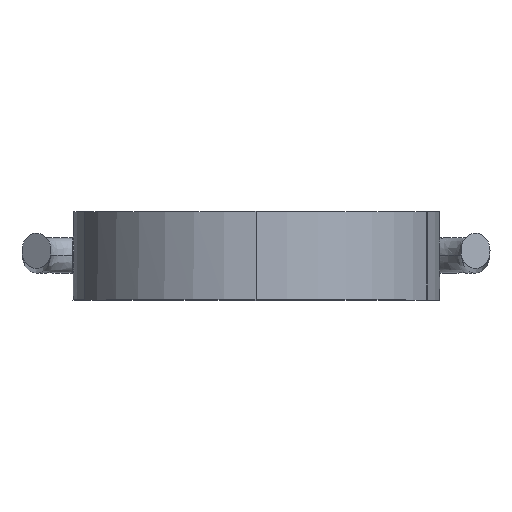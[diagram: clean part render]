
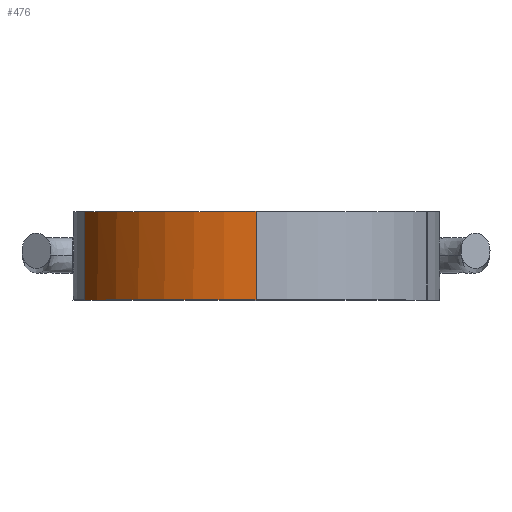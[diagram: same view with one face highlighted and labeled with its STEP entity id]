
A CAD part, top view. The second image highlights one B-rep face of the part: STEP entity #476.
In plain terms, the highlighted cylindrical face has radius 4.15 mm (diameter 8.3 mm), a partial arc.
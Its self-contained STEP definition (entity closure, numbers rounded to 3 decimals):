
#43 = CARTESIAN_POINT ( 'NONE',  ( 0., 2., 0. ) ) ;
#68 = VERTEX_POINT ( 'NONE', #2106 ) ;
#82 = DIRECTION ( 'NONE',  ( 0., 0., -1. ) ) ;
#111 = CIRCLE ( 'NONE', #2560, 4.15 ) ;
#123 = DIRECTION ( 'NONE',  ( 0., 1., 0. ) ) ;
#165 = LINE ( 'NONE', #432, #958 ) ;
#268 = CARTESIAN_POINT ( 'NONE',  ( 0., 0., 0. ) ) ;
#315 = EDGE_CURVE ( 'NONE', #68, #1309, #165, .T. ) ;
#328 = EDGE_CURVE ( 'NONE', #2008, #1585, #1993, .T. ) ;
#389 = CARTESIAN_POINT ( 'NONE',  ( -3.882, 2., 1.468 ) ) ;
#415 = EDGE_CURVE ( 'NONE', #2008, #630, #111, .T. ) ;
#427 = CARTESIAN_POINT ( 'NONE',  ( -3.882, 0.008, 1.468 ) ) ;
#432 = CARTESIAN_POINT ( 'NONE',  ( 0., 2., 4.15 ) ) ;
#435 = DIRECTION ( 'NONE',  ( 0., -1., 0. ) ) ;
#454 = DIRECTION ( 'NONE',  ( 0., 1., 0. ) ) ;
#461 = EDGE_CURVE ( 'NONE', #1585, #68, #587, .T. ) ;
#476 = ADVANCED_FACE ( 'NONE', ( #2110 ), #1482, .T. ) ;
#496 = CARTESIAN_POINT ( 'NONE',  ( 0., 2., -4.15 ) ) ;
#540 = CARTESIAN_POINT ( 'NONE',  ( -3.882, 2.008, -1.468 ) ) ;
#579 = DIRECTION ( 'NONE',  ( 0., -1., 0. ) ) ;
#587 = CIRCLE ( 'NONE', #2456, 4.15 ) ;
#630 = VERTEX_POINT ( 'NONE', #1919 ) ;
#689 = CARTESIAN_POINT ( 'NONE',  ( 0., 0.008, 0. ) ) ;
#695 = DIRECTION ( 'NONE',  ( 0., -1., 0. ) ) ;
#700 = DIRECTION ( 'NONE',  ( -0.935, 0., -0.354 ) ) ;
#758 = VERTEX_POINT ( 'NONE', #2361 ) ;
#793 = AXIS2_PLACEMENT_3D ( 'NONE', #43, #2186, #1991 ) ;
#830 = AXIS2_PLACEMENT_3D ( 'NONE', #268, #123, #2190 ) ;
#867 = CARTESIAN_POINT ( 'NONE',  ( 0., 2., 0. ) ) ;
#885 = EDGE_LOOP ( 'NONE', ( #2069, #2075, #2102, #2108, #2112, #2138, #2162, #2141 ) ) ;
#910 = VERTEX_POINT ( 'NONE', #496 ) ;
#958 = VECTOR ( 'NONE', #435, 1000. ) ;
#959 = CIRCLE ( 'NONE', #793, 4.15 ) ;
#1207 = CARTESIAN_POINT ( 'NONE',  ( 0., 2., 0. ) ) ;
#1213 = DIRECTION ( 'NONE',  ( 0., 1., 0. ) ) ;
#1218 = DIRECTION ( 'NONE',  ( 0., 0., 1. ) ) ;
#1309 = VERTEX_POINT ( 'NONE', #2426 ) ;
#1428 = EDGE_CURVE ( 'NONE', #910, #2362, #1702, .T. ) ;
#1482 = CYLINDRICAL_SURFACE ( 'NONE', #2201, 4.15 ) ;
#1500 = VECTOR ( 'NONE', #579, 1000. ) ;
#1544 = CARTESIAN_POINT ( 'NONE',  ( 0., 2., -4.15 ) ) ;
#1585 = VERTEX_POINT ( 'NONE', #389 ) ;
#1632 = CIRCLE ( 'NONE', #830, 4.15 ) ;
#1686 = CARTESIAN_POINT ( 'NONE',  ( 0., 0., -4.15 ) ) ;
#1702 = LINE ( 'NONE', #1544, #2597 ) ;
#1738 = EDGE_CURVE ( 'NONE', #758, #630, #2085, .T. ) ;
#1821 = VECTOR ( 'NONE', #454, 1000. ) ;
#1826 = DIRECTION ( 'NONE',  ( 0., -1., 0. ) ) ;
#1828 = EDGE_CURVE ( 'NONE', #2362, #1309, #1632, .T. ) ;
#1912 = EDGE_CURVE ( 'NONE', #910, #758, #959, .T. ) ;
#1919 = CARTESIAN_POINT ( 'NONE',  ( -3.882, 0.008, -1.468 ) ) ;
#1991 = DIRECTION ( 'NONE',  ( 0., 0., 1. ) ) ;
#1993 = LINE ( 'NONE', #427, #1821 ) ;
#2008 = VERTEX_POINT ( 'NONE', #2516 ) ;
#2069 = ORIENTED_EDGE ( 'NONE', *, *, #315, .F. ) ;
#2075 = ORIENTED_EDGE ( 'NONE', *, *, #461, .F. ) ;
#2085 = LINE ( 'NONE', #540, #1500 ) ;
#2102 = ORIENTED_EDGE ( 'NONE', *, *, #328, .F. ) ;
#2106 = CARTESIAN_POINT ( 'NONE',  ( 0., 2., 4.15 ) ) ;
#2108 = ORIENTED_EDGE ( 'NONE', *, *, #415, .T. ) ;
#2110 = FACE_OUTER_BOUND ( 'NONE', #885, .T. ) ;
#2112 = ORIENTED_EDGE ( 'NONE', *, *, #1738, .F. ) ;
#2138 = ORIENTED_EDGE ( 'NONE', *, *, #1912, .F. ) ;
#2141 = ORIENTED_EDGE ( 'NONE', *, *, #1828, .T. ) ;
#2162 = ORIENTED_EDGE ( 'NONE', *, *, #1428, .T. ) ;
#2186 = DIRECTION ( 'NONE',  ( 0., 1., 0. ) ) ;
#2190 = DIRECTION ( 'NONE',  ( 0., 0., 1. ) ) ;
#2201 = AXIS2_PLACEMENT_3D ( 'NONE', #867, #1826, #82 ) ;
#2361 = CARTESIAN_POINT ( 'NONE',  ( -3.882, 2., -1.468 ) ) ;
#2362 = VERTEX_POINT ( 'NONE', #1686 ) ;
#2426 = CARTESIAN_POINT ( 'NONE',  ( 0., 0., 4.15 ) ) ;
#2456 = AXIS2_PLACEMENT_3D ( 'NONE', #1207, #1213, #1218 ) ;
#2516 = CARTESIAN_POINT ( 'NONE',  ( -3.882, 0.008, 1.468 ) ) ;
#2560 = AXIS2_PLACEMENT_3D ( 'NONE', #689, #695, #700 ) ;
#2567 = DIRECTION ( 'NONE',  ( 0., -1., 0. ) ) ;
#2597 = VECTOR ( 'NONE', #2567, 1000. ) ;
